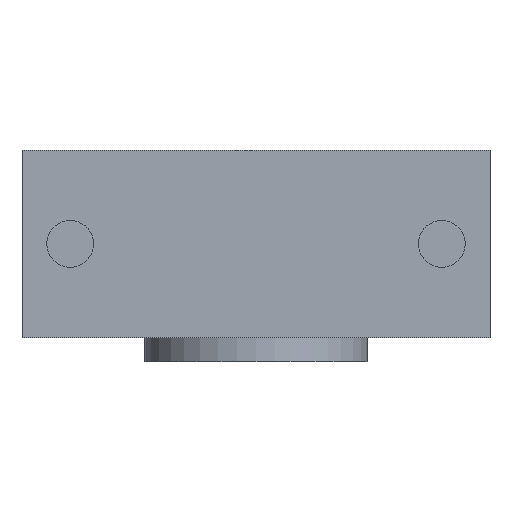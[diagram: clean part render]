
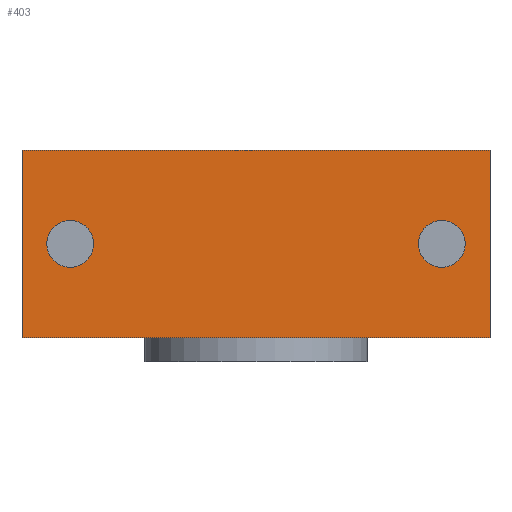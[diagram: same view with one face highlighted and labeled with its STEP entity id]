
A CAD part, front view. The second image highlights one B-rep face of the part: STEP entity #403.
In plain terms, the highlighted planar face has unit normal (0, -1, 0).
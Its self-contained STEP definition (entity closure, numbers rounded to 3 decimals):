
#5 = ORIENTED_EDGE ( 'NONE', *, *, #345, .F. ) ;
#12 = EDGE_CURVE ( 'NONE', #143, #153, #647, .T. ) ;
#19 = ORIENTED_EDGE ( 'NONE', *, *, #828, .F. ) ;
#20 = ORIENTED_EDGE ( 'NONE', *, *, #12, .T. ) ;
#28 = ORIENTED_EDGE ( 'NONE', *, *, #174, .F. ) ;
#29 = ORIENTED_EDGE ( 'NONE', *, *, #385, .F. ) ;
#50 = VERTEX_POINT ( 'NONE', #730 ) ;
#75 = ORIENTED_EDGE ( 'NONE', *, *, #370, .F. ) ;
#80 = FACE_BOUND ( 'NONE', #707, .T. ) ;
#100 = VERTEX_POINT ( 'NONE', #781 ) ;
#124 = ORIENTED_EDGE ( 'NONE', *, *, #137, .F. ) ;
#125 = ORIENTED_EDGE ( 'NONE', *, *, #303, .T. ) ;
#130 = VERTEX_POINT ( 'NONE', #829 ) ;
#131 = VERTEX_POINT ( 'NONE', #839 ) ;
#136 = FACE_OUTER_BOUND ( 'NONE', #674, .T. ) ;
#137 = EDGE_CURVE ( 'NONE', #143, #100, #579, .T. ) ;
#143 = VERTEX_POINT ( 'NONE', #700 ) ;
#153 = VERTEX_POINT ( 'NONE', #646 ) ;
#171 = CIRCLE ( 'NONE', #226, 6. ) ;
#174 = EDGE_CURVE ( 'NONE', #100, #397, #564, .T. ) ;
#195 = AXIS2_PLACEMENT_3D ( 'NONE', #402, #394, #393 ) ;
#226 = AXIS2_PLACEMENT_3D ( 'NONE', #538, #536, #531 ) ;
#269 = AXIS2_PLACEMENT_3D ( 'NONE', #340, #341, #326 ) ;
#277 = VERTEX_POINT ( 'NONE', #510 ) ;
#284 = DIRECTION ( 'NONE',  ( 0., 0., -1. ) ) ;
#290 = PLANE ( 'NONE',  #855 ) ;
#291 = DIRECTION ( 'NONE',  ( 0., -1., 0. ) ) ;
#292 = CARTESIAN_POINT ( 'NONE',  ( 0., 0., -24. ) ) ;
#303 = EDGE_CURVE ( 'NONE', #153, #397, #832, .T. ) ;
#311 = CIRCLE ( 'NONE', #532, 6. ) ;
#314 = CARTESIAN_POINT ( 'NONE',  ( 60., 0., 24. ) ) ;
#315 = CIRCLE ( 'NONE', #269, 6. ) ;
#326 = DIRECTION ( 'NONE',  ( 0., 0., -1. ) ) ;
#340 = CARTESIAN_POINT ( 'NONE',  ( 47.65, 0., 0. ) ) ;
#341 = DIRECTION ( 'NONE',  ( 0., -1., 0. ) ) ;
#345 = EDGE_CURVE ( 'NONE', #131, #50, #857, .T. ) ;
#370 = EDGE_CURVE ( 'NONE', #50, #131, #311, .T. ) ;
#372 = DIRECTION ( 'NONE',  ( 0., 0., -1. ) ) ;
#373 = DIRECTION ( 'NONE',  ( 0., -1., 0. ) ) ;
#376 = CARTESIAN_POINT ( 'NONE',  ( -47.65, 0., 0. ) ) ;
#385 = EDGE_CURVE ( 'NONE', #130, #277, #315, .T. ) ;
#393 = DIRECTION ( 'NONE',  ( 0., 0., -1. ) ) ;
#394 = DIRECTION ( 'NONE',  ( 0., -1., 0. ) ) ;
#397 = VERTEX_POINT ( 'NONE', #314 ) ;
#402 = CARTESIAN_POINT ( 'NONE',  ( -47.65, 0., 0. ) ) ;
#403 = ADVANCED_FACE ( 'NONE', ( #80, #842, #136 ), #290, .T. ) ;
#451 = CARTESIAN_POINT ( 'NONE',  ( 60., 0., -24. ) ) ;
#458 = VECTOR ( 'NONE', #467, 1000. ) ;
#467 = DIRECTION ( 'NONE',  ( 0., 0., 1. ) ) ;
#510 = CARTESIAN_POINT ( 'NONE',  ( 47.65, 0., 6. ) ) ;
#531 = DIRECTION ( 'NONE',  ( 0., 0., -1. ) ) ;
#532 = AXIS2_PLACEMENT_3D ( 'NONE', #376, #373, #372 ) ;
#536 = DIRECTION ( 'NONE',  ( 0., -1., 0. ) ) ;
#538 = CARTESIAN_POINT ( 'NONE',  ( 47.65, 0., 0. ) ) ;
#550 = VECTOR ( 'NONE', #621, 1000. ) ;
#564 = LINE ( 'NONE', #627, #550 ) ;
#579 = LINE ( 'NONE', #824, #591 ) ;
#591 = VECTOR ( 'NONE', #817, 1000. ) ;
#621 = DIRECTION ( 'NONE',  ( 1., 0., 0. ) ) ;
#627 = CARTESIAN_POINT ( 'NONE',  ( 0., 0., 24. ) ) ;
#645 = VECTOR ( 'NONE', #722, 1000. ) ;
#646 = CARTESIAN_POINT ( 'NONE',  ( 60., 0., -24. ) ) ;
#647 = LINE ( 'NONE', #718, #645 ) ;
#674 = EDGE_LOOP ( 'NONE', ( #125, #28, #124, #20 ) ) ;
#676 = EDGE_LOOP ( 'NONE', ( #29, #19 ) ) ;
#700 = CARTESIAN_POINT ( 'NONE',  ( -60., 0., -24. ) ) ;
#707 = EDGE_LOOP ( 'NONE', ( #75, #5 ) ) ;
#718 = CARTESIAN_POINT ( 'NONE',  ( 0., 0., -24. ) ) ;
#722 = DIRECTION ( 'NONE',  ( 1., 0., 0. ) ) ;
#730 = CARTESIAN_POINT ( 'NONE',  ( -47.65, 0., -6. ) ) ;
#781 = CARTESIAN_POINT ( 'NONE',  ( -60., 0., 24. ) ) ;
#817 = DIRECTION ( 'NONE',  ( 0., 0., 1. ) ) ;
#824 = CARTESIAN_POINT ( 'NONE',  ( -60., 0., -24. ) ) ;
#828 = EDGE_CURVE ( 'NONE', #277, #130, #171, .T. ) ;
#829 = CARTESIAN_POINT ( 'NONE',  ( 47.65, 0., -6. ) ) ;
#832 = LINE ( 'NONE', #451, #458 ) ;
#839 = CARTESIAN_POINT ( 'NONE',  ( -47.65, 0., 6. ) ) ;
#842 = FACE_BOUND ( 'NONE', #676, .T. ) ;
#855 = AXIS2_PLACEMENT_3D ( 'NONE', #292, #291, #284 ) ;
#857 = CIRCLE ( 'NONE', #195, 6. ) ;
